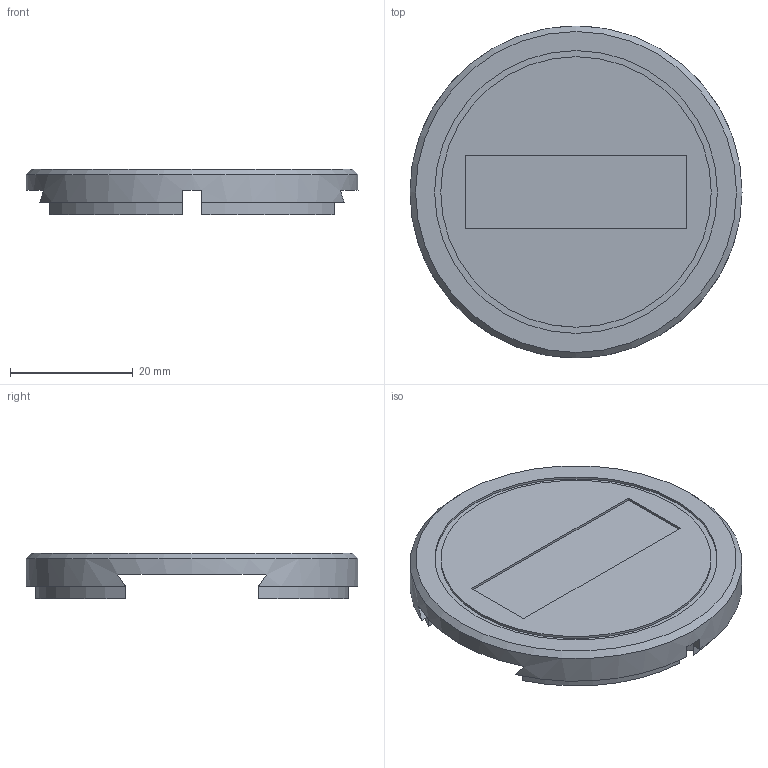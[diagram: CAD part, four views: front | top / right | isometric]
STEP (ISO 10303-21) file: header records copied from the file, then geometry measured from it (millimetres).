
FILE_DESCRIPTION(('HOOPS Exchange Step'),'2;1');
FILE_NAME('temp_export','2023-06-13T19:32:01-04:00',('gmoua'),('Shapr3D Limited'),'HOOPS Exchange 2022.2','Shapr3D','Authorized');
FILE_SCHEMA( ('AUTOMOTIVE_DESIGN { 1 0 10303 214 1 1 1 1 }') );
Length unit declared in the file: millimetre
Products named in the file (1): 52mm Lens Cap niveau
Bounding box: 54 x 54 x 7.4 mm (x, y, z)
Volume: 9058 mm3; surface area: 6159.8 mm2
Topology: 1 solids, 1 shells, 69 faces, 194 edges, 130 vertices
Faces by surface type: plane 53, cylinder 11, torus 4, cone 1
Full cylindrical faces by diameter (mm): 44 x1, 46 x1, 54 x1
Entity records: 2456 total; most frequent: CARTESIAN_POINT 604, ORIENTED_EDGE 388, DIRECTION 384, EDGE_CURVE 194, AXIS2_PLACEMENT_3D 132, VERTEX_POINT 130, VECTOR 120, LINE 120
